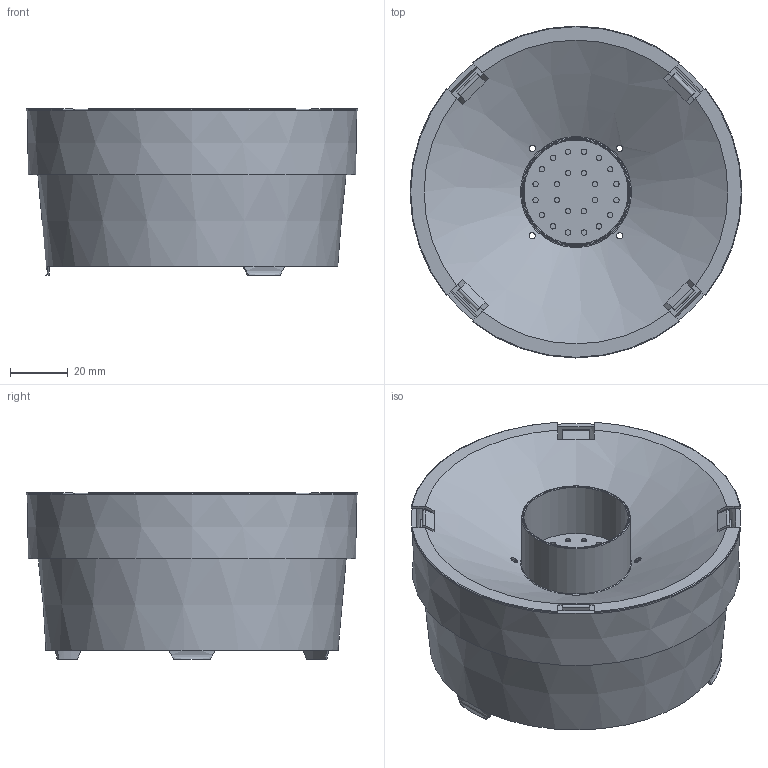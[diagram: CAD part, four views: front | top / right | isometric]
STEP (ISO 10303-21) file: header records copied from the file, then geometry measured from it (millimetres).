
FILE_DESCRIPTION(/* description */ ('Unknown'),/* implementation_level */ '2;1');
FILE_NAME(/* name */ 'strainer',/* time_stamp */ '2021-10-25T17:41:19+01:00',/* author */ ('Unknown'),/* organization */ ('Unknown'),/* preprocessor_version */ 'ST-DEVELOPER v16.7',/* originating_system */ 'Solid Edge',/* authorisation */ 'Unknown');
FILE_SCHEMA (('AUTOMOTIVE_DESIGN {1 0 10303 214 3 1 1}'));
Length unit declared in the file: millimetre
Products named in the file (3): strainer; Strainer Body; Strainer Top
Assembly tree (2 placements, depth 2):
  strainer
    Strainer Body
    Strainer Top
Bounding box: 115.06 x 115.06 x 57.79 mm (x, y, z)
Volume: 49637.6 mm3; surface area: 83262.7 mm2
Topology: 2 solids, 2 shells, 307 faces, 897 edges, 596 vertices
Faces by surface type: plane 165, cylinder 126, cone 9, torus 7
Full cylindrical faces by diameter (mm): 1.524 x1, 1.854 x24, 2.184 x4, 36.162 x1, 37.686 x1
Entity records: 10127 total; most frequent: CARTESIAN_POINT 1913, DIRECTION 1670, ORIENTED_EDGE 1638, EDGE_CURVE 819, AXIS2_PLACEMENT_3D 597, VERTEX_POINT 560, LINE 476, VECTOR 476
